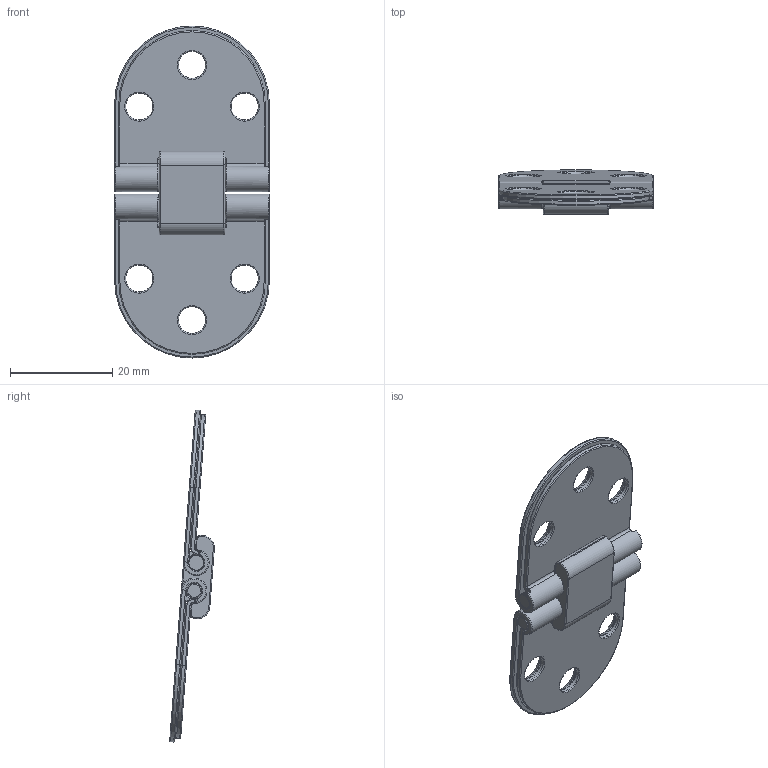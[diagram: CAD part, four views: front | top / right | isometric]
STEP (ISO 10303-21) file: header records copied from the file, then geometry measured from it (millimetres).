
FILE_DESCRIPTION (( 'STEP AP214' ), '1' );
FILE_NAME ('HGT-6530.STEP', '2018-05-18T02:30:04', ( '' ), ( '' ), 'SwSTEP 2.0', 'SolidWorks 2010', '' );
FILE_SCHEMA (( 'AUTOMOTIVE_DESIGN' ));
Length unit declared in the file: millimetre
Products named in the file (4): 插銷; 鉸鏈片; 中心軸; HGT-6530
Assembly tree (5 placements, depth 2):
  HGT-6530
    鉸鏈片  x2
    插銷  x2
    中心軸
Bounding box: 30.2 x 8.71 x 64.85 mm (x, y, z)
Volume: 4066.8 mm3; surface area: 7766.8 mm2
Topology: 5 solids, 5 shells, 790 faces, 1978 edges, 1186 vertices
Faces by surface type: cylinder 430, torus 164, plane 164, sphere 12, cone 12, bspline 8
Entity records: 13149 total; most frequent: DIRECTION 2643, CARTESIAN_POINT 2340, ORIENTED_EDGE 2096, AXIS2_PLACEMENT_3D 1176, EDGE_CURVE 1048, CIRCLE 749, VERTEX_POINT 629, EDGE_LOOP 439
